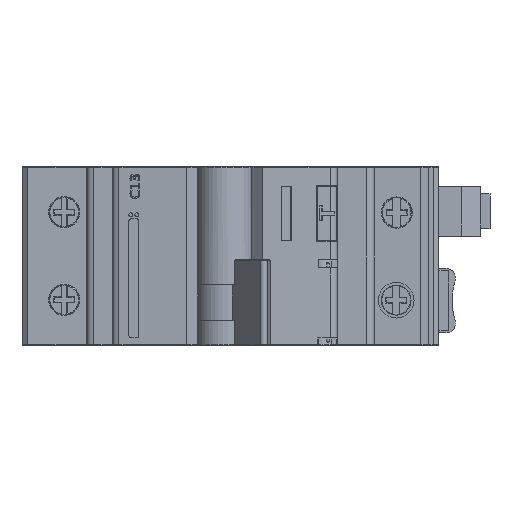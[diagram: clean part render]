
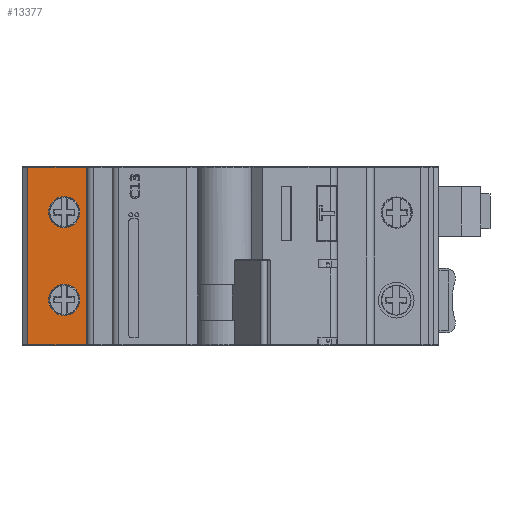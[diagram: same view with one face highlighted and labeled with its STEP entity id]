
A CAD part, left-side view. The second image highlights one B-rep face of the part: STEP entity #13377.
In plain terms, the highlighted planar face has unit normal (-1, 0, 0).
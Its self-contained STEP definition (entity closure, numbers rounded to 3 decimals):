
#3942 = CYLINDRICAL_SURFACE('',#3943,0.1);
#3943 = AXIS2_PLACEMENT_3D('',#3944,#3945,#3946);
#3944 = CARTESIAN_POINT('',(-43.4,52.382,-17.9));
#3945 = DIRECTION('',(0.,-1.,0.));
#3946 = DIRECTION('',(0.,0.,-1.));
#5188 = CYLINDRICAL_SURFACE('',#5189,0.1);
#5189 = AXIS2_PLACEMENT_3D('',#5190,#5191,#5192);
#5190 = CARTESIAN_POINT('',(-43.4,52.382,17.9));
#5191 = DIRECTION('',(0.,-1.,0.));
#5192 = DIRECTION('',(0.,0.,1.));
#8466 = VERTEX_POINT('',#8467);
#8467 = CARTESIAN_POINT('',(-43.5,52.382,-17.9));
#8481 = PLANE('',#8482);
#8482 = AXIS2_PLACEMENT_3D('',#8483,#8484,#8485);
#8483 = CARTESIAN_POINT('',(-42.5,53.5,-18.));
#8484 = DIRECTION('',(0.745,-0.667,0.));
#8485 = DIRECTION('',(-0.667,-0.745,0.));
#8527 = EDGE_CURVE('',#8466,#8528,#8530,.T.);
#8528 = VERTEX_POINT('',#8529);
#8529 = CARTESIAN_POINT('',(-43.5,40.5,-17.9));
#8530 = SURFACE_CURVE('',#8531,(#8535,#8542),.PCURVE_S1.);
#8531 = LINE('',#8532,#8533);
#8532 = CARTESIAN_POINT('',(-43.5,52.382,-17.9));
#8533 = VECTOR('',#8534,1.);
#8534 = DIRECTION('',(0.,-1.,0.));
#8535 = PCURVE('',#3942,#8536);
#8536 = DEFINITIONAL_REPRESENTATION('',(#8537),#8541);
#8537 = LINE('',#8538,#8539);
#8538 = CARTESIAN_POINT('',(-1.571,0.));
#8539 = VECTOR('',#8540,1.);
#8540 = DIRECTION('',(-0.,1.));
#8541 = ( GEOMETRIC_REPRESENTATION_CONTEXT(2) 
PARAMETRIC_REPRESENTATION_CONTEXT() REPRESENTATION_CONTEXT('2D SPACE',''
  ) );
#8542 = PCURVE('',#8543,#8548);
#8543 = PLANE('',#8544);
#8544 = AXIS2_PLACEMENT_3D('',#8545,#8546,#8547);
#8545 = CARTESIAN_POINT('',(-43.5,52.382,-18.));
#8546 = DIRECTION('',(1.,0.,0.));
#8547 = DIRECTION('',(0.,-1.,0.));
#8548 = DEFINITIONAL_REPRESENTATION('',(#8549),#8553);
#8549 = LINE('',#8550,#8551);
#8550 = CARTESIAN_POINT('',(0.,-0.1));
#8551 = VECTOR('',#8552,1.);
#8552 = DIRECTION('',(1.,0.));
#8553 = ( GEOMETRIC_REPRESENTATION_CONTEXT(2) 
PARAMETRIC_REPRESENTATION_CONTEXT() REPRESENTATION_CONTEXT('2D SPACE',''
  ) );
#8634 = CYLINDRICAL_SURFACE('',#8635,1.5);
#8635 = AXIS2_PLACEMENT_3D('',#8636,#8637,#8638);
#8636 = CARTESIAN_POINT('',(-43.5,39.,-18.));
#8637 = DIRECTION('',(0.,0.,-1.));
#8638 = DIRECTION('',(1.,0.,0.));
#10003 = VERTEX_POINT('',#10004);
#10004 = CARTESIAN_POINT('',(-43.5,52.382,17.9));
#10116 = EDGE_CURVE('',#10003,#10117,#10119,.T.);
#10117 = VERTEX_POINT('',#10118);
#10118 = CARTESIAN_POINT('',(-43.5,40.5,17.9));
#10119 = SURFACE_CURVE('',#10120,(#10124,#10131),.PCURVE_S1.);
#10120 = LINE('',#10121,#10122);
#10121 = CARTESIAN_POINT('',(-43.5,52.382,17.9));
#10122 = VECTOR('',#10123,1.);
#10123 = DIRECTION('',(0.,-1.,0.));
#10124 = PCURVE('',#5188,#10125);
#10125 = DEFINITIONAL_REPRESENTATION('',(#10126),#10130);
#10126 = LINE('',#10127,#10128);
#10127 = CARTESIAN_POINT('',(1.571,0.));
#10128 = VECTOR('',#10129,1.);
#10129 = DIRECTION('',(0.,1.));
#10130 = ( GEOMETRIC_REPRESENTATION_CONTEXT(2) 
PARAMETRIC_REPRESENTATION_CONTEXT() REPRESENTATION_CONTEXT('2D SPACE',''
  ) );
#10131 = PCURVE('',#8543,#10132);
#10132 = DEFINITIONAL_REPRESENTATION('',(#10133),#10137);
#10133 = LINE('',#10134,#10135);
#10134 = CARTESIAN_POINT('',(0.,-35.9));
#10135 = VECTOR('',#10136,1.);
#10136 = DIRECTION('',(1.,0.));
#10137 = ( GEOMETRIC_REPRESENTATION_CONTEXT(2) 
PARAMETRIC_REPRESENTATION_CONTEXT() REPRESENTATION_CONTEXT('2D SPACE',''
  ) );
#13356 = EDGE_CURVE('',#8466,#10003,#13357,.T.);
#13357 = SURFACE_CURVE('',#13358,(#13362,#13369),.PCURVE_S1.);
#13358 = LINE('',#13359,#13360);
#13359 = CARTESIAN_POINT('',(-43.5,52.382,-18.));
#13360 = VECTOR('',#13361,1.);
#13361 = DIRECTION('',(0.,0.,1.));
#13362 = PCURVE('',#8481,#13363);
#13363 = DEFINITIONAL_REPRESENTATION('',(#13364),#13368);
#13364 = LINE('',#13365,#13366);
#13365 = CARTESIAN_POINT('',(1.5,0.));
#13366 = VECTOR('',#13367,1.);
#13367 = DIRECTION('',(0.,-1.));
#13368 = ( GEOMETRIC_REPRESENTATION_CONTEXT(2) 
PARAMETRIC_REPRESENTATION_CONTEXT() REPRESENTATION_CONTEXT('2D SPACE',''
  ) );
#13369 = PCURVE('',#8543,#13370);
#13370 = DEFINITIONAL_REPRESENTATION('',(#13371),#13375);
#13371 = LINE('',#13372,#13373);
#13372 = CARTESIAN_POINT('',(0.,0.));
#13373 = VECTOR('',#13374,1.);
#13374 = DIRECTION('',(0.,-1.));
#13375 = ( GEOMETRIC_REPRESENTATION_CONTEXT(2) 
PARAMETRIC_REPRESENTATION_CONTEXT() REPRESENTATION_CONTEXT('2D SPACE',''
  ) );
#13377 = ADVANCED_FACE('',(#13378,#13404,#13439),#8543,.F.);
#13378 = FACE_BOUND('',#13379,.F.);
#13379 = EDGE_LOOP('',(#13380,#13381,#13382,#13403));
#13380 = ORIENTED_EDGE('',*,*,#13356,.T.);
#13381 = ORIENTED_EDGE('',*,*,#10116,.T.);
#13382 = ORIENTED_EDGE('',*,*,#13383,.F.);
#13383 = EDGE_CURVE('',#8528,#10117,#13384,.T.);
#13384 = SURFACE_CURVE('',#13385,(#13389,#13396),.PCURVE_S1.);
#13385 = LINE('',#13386,#13387);
#13386 = CARTESIAN_POINT('',(-43.5,40.5,-18.));
#13387 = VECTOR('',#13388,1.);
#13388 = DIRECTION('',(0.,0.,1.));
#13389 = PCURVE('',#8543,#13390);
#13390 = DEFINITIONAL_REPRESENTATION('',(#13391),#13395);
#13391 = LINE('',#13392,#13393);
#13392 = CARTESIAN_POINT('',(11.882,0.));
#13393 = VECTOR('',#13394,1.);
#13394 = DIRECTION('',(0.,-1.));
#13395 = ( GEOMETRIC_REPRESENTATION_CONTEXT(2) 
PARAMETRIC_REPRESENTATION_CONTEXT() REPRESENTATION_CONTEXT('2D SPACE',''
  ) );
#13396 = PCURVE('',#8634,#13397);
#13397 = DEFINITIONAL_REPRESENTATION('',(#13398),#13402);
#13398 = LINE('',#13399,#13400);
#13399 = CARTESIAN_POINT('',(-1.571,0.));
#13400 = VECTOR('',#13401,1.);
#13401 = DIRECTION('',(-0.,-1.));
#13402 = ( GEOMETRIC_REPRESENTATION_CONTEXT(2) 
PARAMETRIC_REPRESENTATION_CONTEXT() REPRESENTATION_CONTEXT('2D SPACE',''
  ) );
#13403 = ORIENTED_EDGE('',*,*,#8527,.F.);
#13404 = FACE_BOUND('',#13405,.F.);
#13405 = EDGE_LOOP('',(#13406));
#13406 = ORIENTED_EDGE('',*,*,#13407,.T.);
#13407 = EDGE_CURVE('',#13408,#13408,#13410,.T.);
#13408 = VERTEX_POINT('',#13409);
#13409 = CARTESIAN_POINT('',(-43.5,41.85,8.85));
#13410 = SURFACE_CURVE('',#13411,(#13416,#13427),.PCURVE_S1.);
#13411 = CIRCLE('',#13412,3.15);
#13412 = AXIS2_PLACEMENT_3D('',#13413,#13414,#13415);
#13413 = CARTESIAN_POINT('',(-43.5,45.,8.85));
#13414 = DIRECTION('',(-1.,0.,0.));
#13415 = DIRECTION('',(0.,-1.,0.));
#13416 = PCURVE('',#8543,#13417);
#13417 = DEFINITIONAL_REPRESENTATION('',(#13418),#13426);
#13418 = ( BOUNDED_CURVE() B_SPLINE_CURVE(2,(#13419,#13420,#13421,#13422
    ,#13423,#13424,#13425),.UNSPECIFIED.,.T.,.F.) 
B_SPLINE_CURVE_WITH_KNOTS((1,2,2,2,2,1),(-2.094,0.,
    2.094,4.189,6.283,8.378),
.UNSPECIFIED.) CURVE() GEOMETRIC_REPRESENTATION_ITEM() 
RATIONAL_B_SPLINE_CURVE((1.,0.5,1.,0.5,1.,0.5,1.)) REPRESENTATION_ITEM(
  '') );
#13419 = CARTESIAN_POINT('',(10.532,-26.85));
#13420 = CARTESIAN_POINT('',(10.532,-32.306));
#13421 = CARTESIAN_POINT('',(5.807,-29.578));
#13422 = CARTESIAN_POINT('',(1.082,-26.85));
#13423 = CARTESIAN_POINT('',(5.807,-24.122));
#13424 = CARTESIAN_POINT('',(10.532,-21.394));
#13425 = CARTESIAN_POINT('',(10.532,-26.85));
#13426 = ( GEOMETRIC_REPRESENTATION_CONTEXT(2) 
PARAMETRIC_REPRESENTATION_CONTEXT() REPRESENTATION_CONTEXT('2D SPACE',''
  ) );
#13427 = PCURVE('',#13428,#13433);
#13428 = CYLINDRICAL_SURFACE('',#13429,3.15);
#13429 = AXIS2_PLACEMENT_3D('',#13430,#13431,#13432);
#13430 = CARTESIAN_POINT('',(-43.5,45.,8.85));
#13431 = DIRECTION('',(-1.,0.,0.));
#13432 = DIRECTION('',(0.,-1.,0.));
#13433 = DEFINITIONAL_REPRESENTATION('',(#13434),#13438);
#13434 = LINE('',#13435,#13436);
#13435 = CARTESIAN_POINT('',(0.,0.));
#13436 = VECTOR('',#13437,1.);
#13437 = DIRECTION('',(1.,0.));
#13438 = ( GEOMETRIC_REPRESENTATION_CONTEXT(2) 
PARAMETRIC_REPRESENTATION_CONTEXT() REPRESENTATION_CONTEXT('2D SPACE',''
  ) );
#13439 = FACE_BOUND('',#13440,.F.);
#13440 = EDGE_LOOP('',(#13441));
#13441 = ORIENTED_EDGE('',*,*,#13442,.T.);
#13442 = EDGE_CURVE('',#13443,#13443,#13445,.T.);
#13443 = VERTEX_POINT('',#13444);
#13444 = CARTESIAN_POINT('',(-43.5,41.85,-8.85));
#13445 = SURFACE_CURVE('',#13446,(#13451,#13462),.PCURVE_S1.);
#13446 = CIRCLE('',#13447,3.15);
#13447 = AXIS2_PLACEMENT_3D('',#13448,#13449,#13450);
#13448 = CARTESIAN_POINT('',(-43.5,45.,-8.85));
#13449 = DIRECTION('',(-1.,0.,0.));
#13450 = DIRECTION('',(0.,-1.,0.));
#13451 = PCURVE('',#8543,#13452);
#13452 = DEFINITIONAL_REPRESENTATION('',(#13453),#13461);
#13453 = ( BOUNDED_CURVE() B_SPLINE_CURVE(2,(#13454,#13455,#13456,#13457
    ,#13458,#13459,#13460),.UNSPECIFIED.,.T.,.F.) 
B_SPLINE_CURVE_WITH_KNOTS((1,2,2,2,2,1),(-2.094,0.,
    2.094,4.189,6.283,8.378),
.UNSPECIFIED.) CURVE() GEOMETRIC_REPRESENTATION_ITEM() 
RATIONAL_B_SPLINE_CURVE((1.,0.5,1.,0.5,1.,0.5,1.)) REPRESENTATION_ITEM(
  '') );
#13454 = CARTESIAN_POINT('',(10.532,-9.15));
#13455 = CARTESIAN_POINT('',(10.532,-14.606));
#13456 = CARTESIAN_POINT('',(5.807,-11.878));
#13457 = CARTESIAN_POINT('',(1.082,-9.15));
#13458 = CARTESIAN_POINT('',(5.807,-6.422));
#13459 = CARTESIAN_POINT('',(10.532,-3.694));
#13460 = CARTESIAN_POINT('',(10.532,-9.15));
#13461 = ( GEOMETRIC_REPRESENTATION_CONTEXT(2) 
PARAMETRIC_REPRESENTATION_CONTEXT() REPRESENTATION_CONTEXT('2D SPACE',''
  ) );
#13462 = PCURVE('',#13463,#13468);
#13463 = CYLINDRICAL_SURFACE('',#13464,3.15);
#13464 = AXIS2_PLACEMENT_3D('',#13465,#13466,#13467);
#13465 = CARTESIAN_POINT('',(-43.5,45.,-8.85));
#13466 = DIRECTION('',(-1.,0.,0.));
#13467 = DIRECTION('',(0.,-1.,0.));
#13468 = DEFINITIONAL_REPRESENTATION('',(#13469),#13473);
#13469 = LINE('',#13470,#13471);
#13470 = CARTESIAN_POINT('',(0.,0.));
#13471 = VECTOR('',#13472,1.);
#13472 = DIRECTION('',(1.,0.));
#13473 = ( GEOMETRIC_REPRESENTATION_CONTEXT(2) 
PARAMETRIC_REPRESENTATION_CONTEXT() REPRESENTATION_CONTEXT('2D SPACE',''
  ) );
